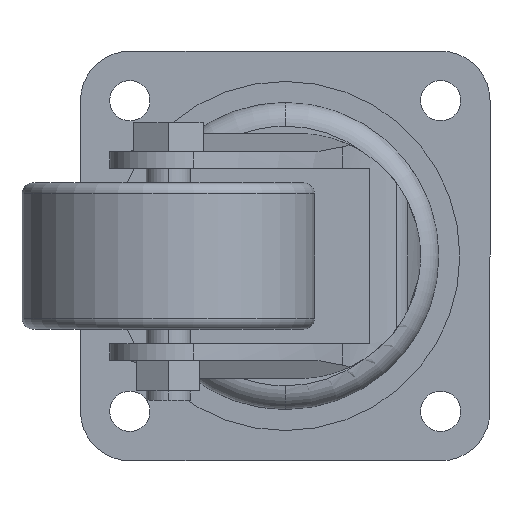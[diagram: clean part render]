
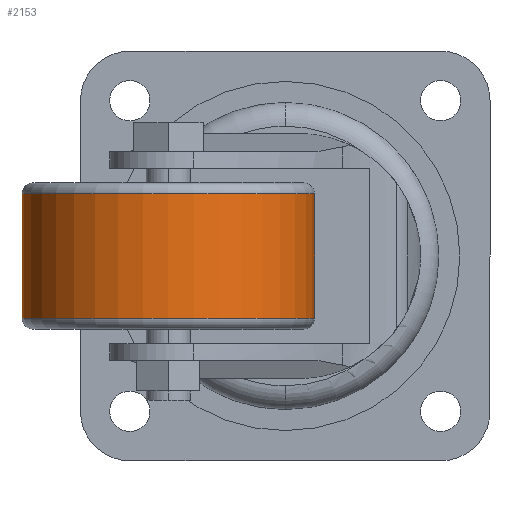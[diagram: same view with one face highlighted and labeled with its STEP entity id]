
A CAD part, front view. The second image highlights one B-rep face of the part: STEP entity #2153.
In plain terms, the highlighted cylindrical face has radius 40 mm (diameter 80 mm), a partial arc.
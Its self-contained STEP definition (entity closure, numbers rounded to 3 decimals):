
#40 = CARTESIAN_POINT ( 'NONE',  ( 8., -100., 17. ) ) ;
#134 = CARTESIAN_POINT ( 'NONE',  ( 8., -100., 20. ) ) ;
#198 = CARTESIAN_POINT ( 'NONE',  ( -72., -100., -17. ) ) ;
#470 = CIRCLE ( 'NONE', #2780, 40. ) ;
#885 = VERTEX_POINT ( 'NONE', #2267 ) ;
#908 = AXIS2_PLACEMENT_3D ( 'NONE', #1418, #1581, #1485 ) ;
#911 = VERTEX_POINT ( 'NONE', #198 ) ;
#943 = ORIENTED_EDGE ( 'NONE', *, *, #2090, .T. ) ;
#1017 = VECTOR ( 'NONE', #1709, 1000. ) ;
#1081 = LINE ( 'NONE', #1710, #1017 ) ;
#1332 = EDGE_CURVE ( 'NONE', #885, #2662, #2541, .T. ) ;
#1388 = VECTOR ( 'NONE', #1958, 1000. ) ;
#1404 = EDGE_CURVE ( 'NONE', #1930, #2662, #470, .T. ) ;
#1418 = CARTESIAN_POINT ( 'NONE',  ( -32., -100., 20. ) ) ;
#1477 = ORIENTED_EDGE ( 'NONE', *, *, #2049, .F. ) ;
#1485 = DIRECTION ( 'NONE',  ( 1., 0., 0. ) ) ;
#1508 = CYLINDRICAL_SURFACE ( 'NONE', #908, 40. ) ;
#1581 = DIRECTION ( 'NONE',  ( 0., 0., 1. ) ) ;
#1635 = AXIS2_PLACEMENT_3D ( 'NONE', #1879, #1874, #1897 ) ;
#1709 = DIRECTION ( 'NONE',  ( 0., 0., 1. ) ) ;
#1710 = CARTESIAN_POINT ( 'NONE',  ( -72., -100., 20. ) ) ;
#1874 = DIRECTION ( 'NONE',  ( 0., 0., 1. ) ) ;
#1879 = CARTESIAN_POINT ( 'NONE',  ( -32., -100., -17. ) ) ;
#1897 = DIRECTION ( 'NONE',  ( 1., 0., 0. ) ) ;
#1918 = ORIENTED_EDGE ( 'NONE', *, *, #1404, .F. ) ;
#1930 = VERTEX_POINT ( 'NONE', #2510 ) ;
#1958 = DIRECTION ( 'NONE',  ( 0., 0., 1. ) ) ;
#2001 = EDGE_LOOP ( 'NONE', ( #1477, #943, #2649, #1918 ) ) ;
#2049 = EDGE_CURVE ( 'NONE', #911, #1930, #1081, .T. ) ;
#2090 = EDGE_CURVE ( 'NONE', #911, #885, #2600, .T. ) ;
#2153 = ADVANCED_FACE ( 'NONE', ( #2653 ), #1508, .T. ) ;
#2267 = CARTESIAN_POINT ( 'NONE',  ( 8., -100., -17. ) ) ;
#2510 = CARTESIAN_POINT ( 'NONE',  ( -72., -100., 17. ) ) ;
#2541 = LINE ( 'NONE', #134, #1388 ) ;
#2600 = CIRCLE ( 'NONE', #1635, 40. ) ;
#2649 = ORIENTED_EDGE ( 'NONE', *, *, #1332, .T. ) ;
#2653 = FACE_OUTER_BOUND ( 'NONE', #2001, .T. ) ;
#2662 = VERTEX_POINT ( 'NONE', #40 ) ;
#2682 = CARTESIAN_POINT ( 'NONE',  ( -32., -100., 17. ) ) ;
#2697 = DIRECTION ( 'NONE',  ( 1., 0., 0. ) ) ;
#2720 = DIRECTION ( 'NONE',  ( 0., 0., 1. ) ) ;
#2780 = AXIS2_PLACEMENT_3D ( 'NONE', #2682, #2720, #2697 ) ;
